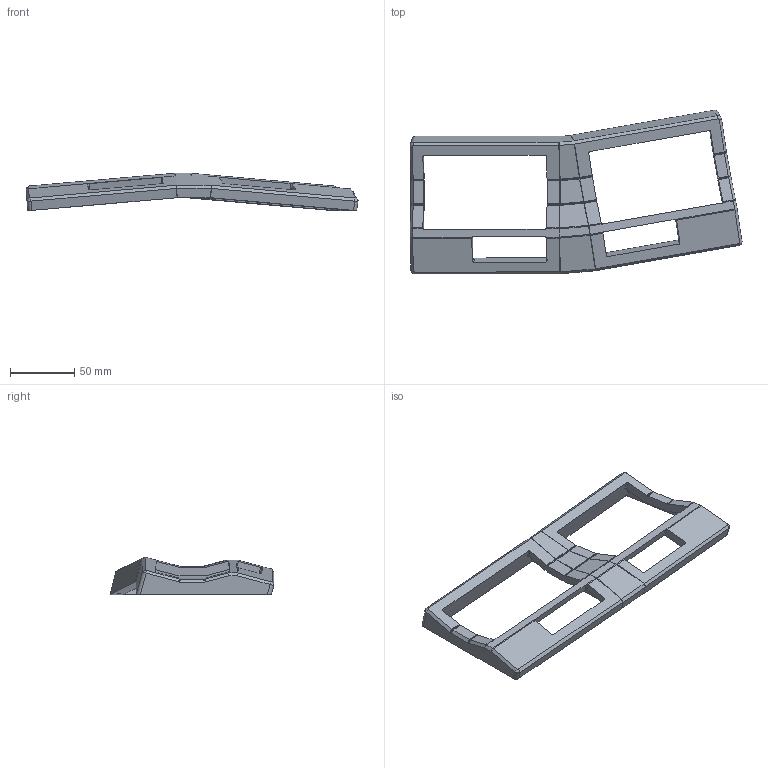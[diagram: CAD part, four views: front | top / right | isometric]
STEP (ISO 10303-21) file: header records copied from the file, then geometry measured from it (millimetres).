
FILE_DESCRIPTION(/* description */ (''),/* implementation_level */ '2;1');
FILE_NAME(/* name */ 'slalom top.step',/* time_stamp */ '2024-06-21T00:31:52-04:00',/* author */ (''),/* organization */ (''),/* preprocessor_version */ 'ST-DEVELOPER v20',/* originating_system */ 'Autodesk Translation Framework v13.14.0.145',/* authorisation */ '');
FILE_SCHEMA (('AUTOMOTIVE_DESIGN { 1 0 10303 214 3 1 1 }'));
Length unit declared in the file: millimetre
Products named in the file (1): draft4.unibody
Bounding box: 257.57 x 127 x 29.1 mm (x, y, z)
Volume: 139575.3 mm3; surface area: 47387.3 mm2
Topology: 1 solids, 1 shells, 330 faces, 790 edges, 492 vertices
Faces by surface type: plane 142, cylinder 116, bspline 44, cone 20, sphere 8
Full cylindrical faces by diameter (mm): 1.8 x36
Entity records: 10187 total; most frequent: CARTESIAN_POINT 2497, DIRECTION 1592, ORIENTED_EDGE 1580, EDGE_CURVE 790, AXIS2_PLACEMENT_3D 579, VERTEX_POINT 492, LINE 434, VECTOR 434
